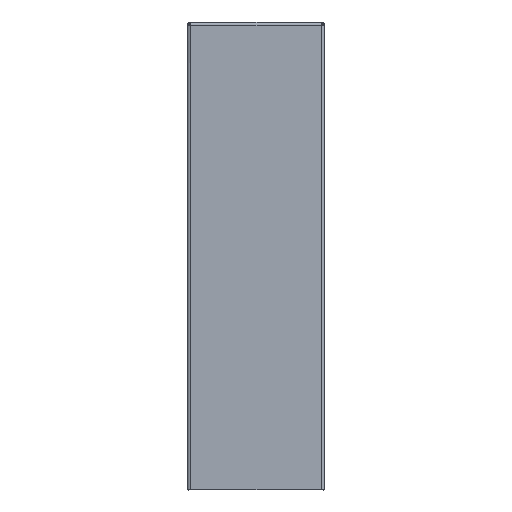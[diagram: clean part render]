
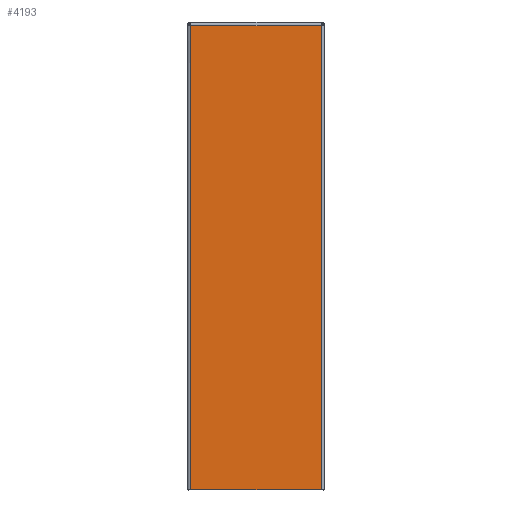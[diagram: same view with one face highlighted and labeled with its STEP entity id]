
A CAD part, top view. The second image highlights one B-rep face of the part: STEP entity #4193.
In plain terms, the highlighted planar face has unit normal (0, 0, 1).
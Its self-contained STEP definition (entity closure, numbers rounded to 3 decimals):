
#217 = EDGE_CURVE ( 'NONE', #3535, #7483, #1592, .T. ) ;
#220 = CARTESIAN_POINT ( 'NONE',  ( 968.346, 66.227, -1679.674 ) ) ;
#245 = VECTOR ( 'NONE', #5860, 1000. ) ;
#338 = ORIENTED_EDGE ( 'NONE', *, *, #2851, .T. ) ;
#629 = ORIENTED_EDGE ( 'NONE', *, *, #8029, .T. ) ;
#1402 = VECTOR ( 'NONE', #5278, 1000. ) ;
#1592 = LINE ( 'NONE', #3354, #8848 ) ;
#2667 = VERTEX_POINT ( 'NONE', #5197 ) ;
#2851 = EDGE_CURVE ( 'NONE', #4645, #3535, #3247, .T. ) ;
#3003 = LINE ( 'NONE', #3784, #8393 ) ;
#3127 = ORIENTED_EDGE ( 'NONE', *, *, #217, .T. ) ;
#3247 = LINE ( 'NONE', #8080, #1402 ) ;
#3319 = DIRECTION ( 'NONE',  ( 0., -1., 0. ) ) ;
#3354 = CARTESIAN_POINT ( 'NONE',  ( 968.346, 66.223, -1679.674 ) ) ;
#3535 = VERTEX_POINT ( 'NONE', #220 ) ;
#3661 = CARTESIAN_POINT ( 'NONE',  ( 1026.796, 66.223, -1679.674 ) ) ;
#3784 = CARTESIAN_POINT ( 'NONE',  ( 1026.796, -135.931, -1679.674 ) ) ;
#3973 = LINE ( 'NONE', #7987, #245 ) ;
#4193 = ADVANCED_FACE ( 'NONE', ( #5545 ), #8566, .T. ) ;
#4376 = DIRECTION ( 'NONE',  ( 0., -1., 0. ) ) ;
#4529 = DIRECTION ( 'NONE',  ( 1., 0., 0. ) ) ;
#4645 = VERTEX_POINT ( 'NONE', #8020 ) ;
#4979 = CARTESIAN_POINT ( 'NONE',  ( 968.346, -135.931, -1679.674 ) ) ;
#5197 = CARTESIAN_POINT ( 'NONE',  ( 1025.246, -135.931, -1679.674 ) ) ;
#5249 = EDGE_CURVE ( 'NONE', #2667, #4645, #3973, .T. ) ;
#5278 = DIRECTION ( 'NONE',  ( -1., 0., 0. ) ) ;
#5545 = FACE_OUTER_BOUND ( 'NONE', #7875, .T. ) ;
#5797 = AXIS2_PLACEMENT_3D ( 'NONE', #3661, #8590, #4376 ) ;
#5860 = DIRECTION ( 'NONE',  ( 0., 1., 0. ) ) ;
#5942 = ORIENTED_EDGE ( 'NONE', *, *, #5249, .T. ) ;
#7483 = VERTEX_POINT ( 'NONE', #4979 ) ;
#7875 = EDGE_LOOP ( 'NONE', ( #629, #5942, #338, #3127 ) ) ;
#7987 = CARTESIAN_POINT ( 'NONE',  ( 1025.246, 66.223, -1679.674 ) ) ;
#8020 = CARTESIAN_POINT ( 'NONE',  ( 1025.246, 66.227, -1679.674 ) ) ;
#8029 = EDGE_CURVE ( 'NONE', #7483, #2667, #3003, .T. ) ;
#8080 = CARTESIAN_POINT ( 'NONE',  ( 1026.796, 66.227, -1679.674 ) ) ;
#8393 = VECTOR ( 'NONE', #4529, 1000. ) ;
#8566 = PLANE ( 'NONE',  #5797 ) ;
#8590 = DIRECTION ( 'NONE',  ( 0., 0., 1. ) ) ;
#8848 = VECTOR ( 'NONE', #3319, 1000. ) ;
